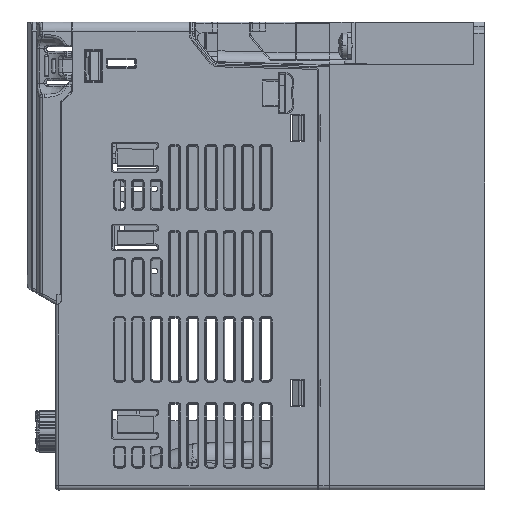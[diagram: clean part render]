
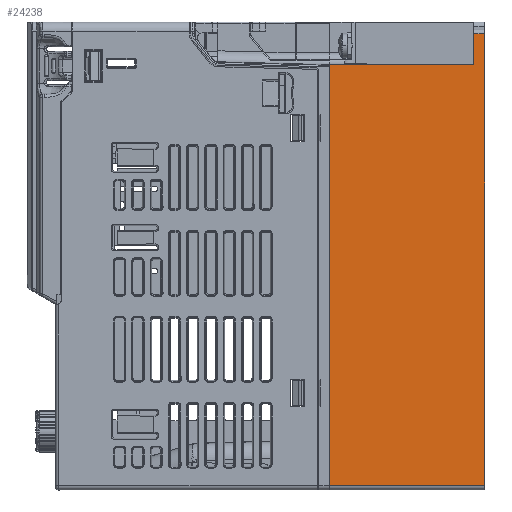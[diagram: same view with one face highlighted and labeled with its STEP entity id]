
A CAD part, left-side view. The second image highlights one B-rep face of the part: STEP entity #24238.
In plain terms, the highlighted planar face has unit normal (-1, 0, 0).
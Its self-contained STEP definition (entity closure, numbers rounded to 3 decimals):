
#5437 = AXIS2_PLACEMENT_3D ( 'NONE', #15004, #221015, #33771 ) ;
#5491 = VERTEX_POINT ( 'NONE', #109078 ) ;
#7370 = CARTESIAN_POINT ( 'NONE',  ( -34., 6., 60.8 ) ) ;
#7524 = LINE ( 'NONE', #14644, #232728 ) ;
#9256 = VERTEX_POINT ( 'NONE', #114164 ) ;
#9958 = VERTEX_POINT ( 'NONE', #212639 ) ;
#14644 = CARTESIAN_POINT ( 'NONE',  ( -34., -33.4, -64. ) ) ;
#15004 = CARTESIAN_POINT ( 'NONE',  ( -34., 6., -64. ) ) ;
#24238 = ADVANCED_FACE ( 'NONE', ( #34387 ), #146569, .T. ) ;
#24569 = DIRECTION ( 'NONE',  ( 0., 1., 0. ) ) ;
#27096 = CARTESIAN_POINT ( 'NONE',  ( -34., 6., 52.5 ) ) ;
#27891 = EDGE_CURVE ( 'NONE', #9256, #9958, #68475, .T. ) ;
#30416 = CARTESIAN_POINT ( 'NONE',  ( -34., 6., 52.5 ) ) ;
#30990 = ORIENTED_EDGE ( 'NONE', *, *, #71944, .T. ) ;
#33771 = DIRECTION ( 'NONE',  ( 0., 0., 1. ) ) ;
#34387 = FACE_OUTER_BOUND ( 'NONE', #225305, .T. ) ;
#44735 = VECTOR ( 'NONE', #167355, 1000. ) ;
#56468 = EDGE_CURVE ( 'NONE', #221485, #5491, #141684, .T. ) ;
#57511 = DIRECTION ( 'NONE',  ( 0., -1., 0. ) ) ;
#59118 = CARTESIAN_POINT ( 'NONE',  ( -34., 6., -62.8 ) ) ;
#62297 = EDGE_CURVE ( 'NONE', #235734, #9256, #103486, .T. ) ;
#65275 = LINE ( 'NONE', #232133, #214500 ) ;
#68475 = LINE ( 'NONE', #59118, #147537 ) ;
#71443 = VERTEX_POINT ( 'NONE', #222582 ) ;
#71944 = EDGE_CURVE ( 'NONE', #5491, #71443, #7524, .T. ) ;
#103486 = LINE ( 'NONE', #206648, #44735 ) ;
#109078 = CARTESIAN_POINT ( 'NONE',  ( -34., -33.4, 60.8 ) ) ;
#112114 = ORIENTED_EDGE ( 'NONE', *, *, #62297, .T. ) ;
#114164 = CARTESIAN_POINT ( 'NONE',  ( -34., 6., -62.8 ) ) ;
#120337 = DIRECTION ( 'NONE',  ( 0., 1., 0. ) ) ;
#125390 = EDGE_CURVE ( 'NONE', #71443, #235734, #232444, .T. ) ;
#125961 = ORIENTED_EDGE ( 'NONE', *, *, #56468, .T. ) ;
#137534 = ORIENTED_EDGE ( 'NONE', *, *, #27891, .T. ) ;
#141684 = LINE ( 'NONE', #7370, #179676 ) ;
#146569 = PLANE ( 'NONE',  #5437 ) ;
#147537 = VECTOR ( 'NONE', #57511, 1000. ) ;
#156924 = DIRECTION ( 'NONE',  ( 0., 0., 1. ) ) ;
#163391 = DIRECTION ( 'NONE',  ( 0., 0., -1. ) ) ;
#167355 = DIRECTION ( 'NONE',  ( 0., 0., -1. ) ) ;
#179676 = VECTOR ( 'NONE', #24569, 1000. ) ;
#185651 = ORIENTED_EDGE ( 'NONE', *, *, #125390, .T. ) ;
#194485 = VECTOR ( 'NONE', #120337, 1000. ) ;
#201538 = ORIENTED_EDGE ( 'NONE', *, *, #210119, .T. ) ;
#206648 = CARTESIAN_POINT ( 'NONE',  ( -34., 6., -64. ) ) ;
#210119 = EDGE_CURVE ( 'NONE', #9958, #221485, #65275, .T. ) ;
#212639 = CARTESIAN_POINT ( 'NONE',  ( -34., -36.4, -62.8 ) ) ;
#214500 = VECTOR ( 'NONE', #156924, 1000. ) ;
#221015 = DIRECTION ( 'NONE',  ( -1., 0., 0. ) ) ;
#221485 = VERTEX_POINT ( 'NONE', #229872 ) ;
#222582 = CARTESIAN_POINT ( 'NONE',  ( -34., -33.4, 52.5 ) ) ;
#225305 = EDGE_LOOP ( 'NONE', ( #112114, #137534, #201538, #125961, #30990, #185651 ) ) ;
#229872 = CARTESIAN_POINT ( 'NONE',  ( -34., -36.4, 60.8 ) ) ;
#232133 = CARTESIAN_POINT ( 'NONE',  ( -34., -36.4, -64. ) ) ;
#232444 = LINE ( 'NONE', #27096, #194485 ) ;
#232728 = VECTOR ( 'NONE', #163391, 1000. ) ;
#235734 = VERTEX_POINT ( 'NONE', #30416 ) ;
